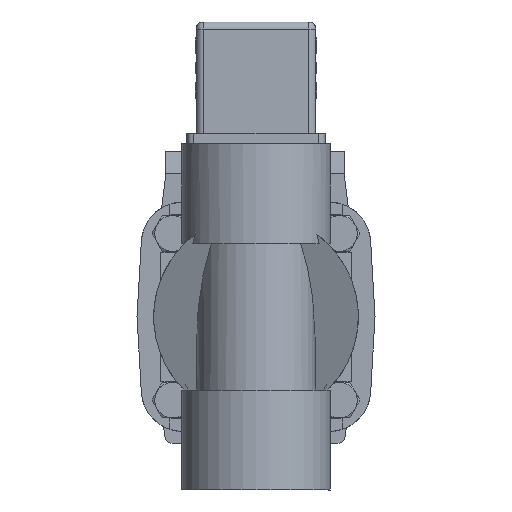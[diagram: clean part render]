
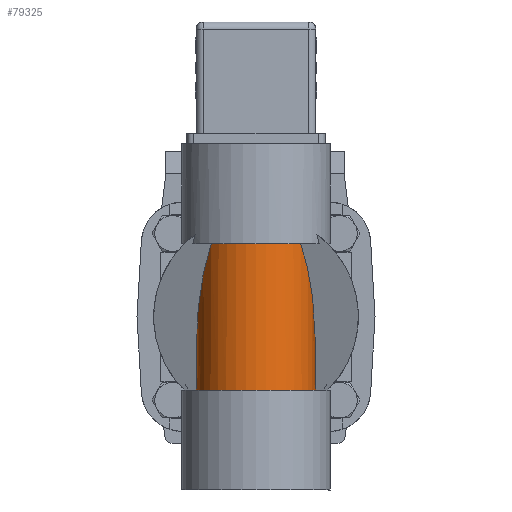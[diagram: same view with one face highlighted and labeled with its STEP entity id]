
A CAD part, front view. The second image highlights one B-rep face of the part: STEP entity #79325.
In plain terms, the highlighted cylindrical face has radius 12.7 mm (diameter 25.4 mm), a partial arc.
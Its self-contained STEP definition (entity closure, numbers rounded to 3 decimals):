
#9 = VECTOR ( 'NONE', #43796, 1000. ) ;
#235 = VERTEX_POINT ( 'NONE', #48346 ) ;
#472 = DIRECTION ( 'NONE',  ( 0., 0., -1. ) ) ;
#2641 = ORIENTED_EDGE ( 'NONE', *, *, #53593, .F. ) ;
#6432 = DIRECTION ( 'NONE',  ( -1., 0., 0. ) ) ;
#6753 = ORIENTED_EDGE ( 'NONE', *, *, #63288, .T. ) ;
#7742 = EDGE_CURVE ( 'NONE', #83637, #72674, #81056, .T. ) ;
#8611 = FACE_OUTER_BOUND ( 'NONE', #50942, .T. ) ;
#12915 = ORIENTED_EDGE ( 'NONE', *, *, #7742, .T. ) ;
#13325 = CARTESIAN_POINT ( 'NONE',  ( 12.7, -3.121, 1.999 ) ) ;
#13576 = LINE ( 'NONE', #63899, #63732 ) ;
#13938 = ORIENTED_EDGE ( 'NONE', *, *, #25060, .T. ) ;
#17800 = CARTESIAN_POINT ( 'NONE',  ( -12.7, 0., 15.627 ) ) ;
#19829 = CIRCLE ( 'NONE', #60289, 12.7 ) ;
#19916 = CARTESIAN_POINT ( 'NONE',  ( 12.7, 0., -6.081 ) ) ;
#20337 = VERTEX_POINT ( 'NONE', #20555 ) ;
#20520 = CARTESIAN_POINT ( 'NONE',  ( 12.7, 0., -15.615 ) ) ;
#20555 = CARTESIAN_POINT ( 'NONE',  ( -12.7, 0., -15.615 ) ) ;
#23399 = AXIS2_PLACEMENT_3D ( 'NONE', #39697, #472, #46297 ) ;
#24394 = CARTESIAN_POINT ( 'NONE',  ( -11.599, -6.042, 9.56 ) ) ;
#24776 = VERTEX_POINT ( 'NONE', #28701 ) ;
#25060 = EDGE_CURVE ( 'NONE', #24776, #235, #68572, .T. ) ;
#26461 = CARTESIAN_POINT ( 'NONE',  ( 9.537, -8.386, 15.627 ) ) ;
#28701 = CARTESIAN_POINT ( 'NONE',  ( -9.537, -8.386, 15.627 ) ) ;
#29275 = ORIENTED_EDGE ( 'NONE', *, *, #76279, .T. ) ;
#30442 = CARTESIAN_POINT ( 'NONE',  ( 12.7, 0., -6.081 ) ) ;
#30662 = AXIS2_PLACEMENT_3D ( 'NONE', #45650, #65099, #6432 ) ;
#34421 = ORIENTED_EDGE ( 'NONE', *, *, #49143, .F. ) ;
#35222 = CYLINDRICAL_SURFACE ( 'NONE', #30662, 12.7 ) ;
#37413 = CARTESIAN_POINT ( 'NONE',  ( 0., 0., -15.615 ) ) ;
#37492 = CARTESIAN_POINT ( 'NONE',  ( -12.7, -3.121, 1.999 ) ) ;
#39697 = CARTESIAN_POINT ( 'NONE',  ( 0., 0., 15.627 ) ) ;
#41125 = VERTEX_POINT ( 'NONE', #20520 ) ;
#41144 = CARTESIAN_POINT ( 'NONE',  ( 9.537, -8.386, 15.627 ) ) ;
#43796 = DIRECTION ( 'NONE',  ( 0., 0., -1. ) ) ;
#44023 = DIRECTION ( 'NONE',  ( -1., 0., 0. ) ) ;
#45650 = CARTESIAN_POINT ( 'NONE',  ( 0., 0., 15.627 ) ) ;
#46297 = DIRECTION ( 'NONE',  ( -1., 0., 0. ) ) ;
#48346 = CARTESIAN_POINT ( 'NONE',  ( -12.7, 0., -6.081 ) ) ;
#49143 = EDGE_CURVE ( 'NONE', #83637, #41125, #13576, .T. ) ;
#50942 = EDGE_LOOP ( 'NONE', ( #34421, #12915, #6753, #13938, #29275, #2641 ) ) ;
#52533 = CARTESIAN_POINT ( 'NONE',  ( 11.599, -6.042, 9.56 ) ) ;
#53593 = EDGE_CURVE ( 'NONE', #41125, #20337, #19829, .T. ) ;
#56100 = CIRCLE ( 'NONE', #23399, 12.7 ) ;
#60289 = AXIS2_PLACEMENT_3D ( 'NONE', #37413, #83322, #44023 ) ;
#63288 = EDGE_CURVE ( 'NONE', #72674, #24776, #56100, .T. ) ;
#63732 = VECTOR ( 'NONE', #70496, 1000. ) ;
#63899 = CARTESIAN_POINT ( 'NONE',  ( 12.7, 0., 15.627 ) ) ;
#65099 = DIRECTION ( 'NONE',  ( 0., 0., -1. ) ) ;
#67645 = LINE ( 'NONE', #17800, #9 ) ;
#68572 =( BOUNDED_CURVE ( )  B_SPLINE_CURVE ( 3, ( #70165, #24394, #37492, #83397 ),
 .UNSPECIFIED., .F., .F. ) 
 B_SPLINE_CURVE_WITH_KNOTS ( ( 4, 4 ),
 ( 3.991, 4.712 ),
 .UNSPECIFIED. ) 
 CURVE ( )  GEOMETRIC_REPRESENTATION_ITEM ( )  RATIONAL_B_SPLINE_CURVE ( ( 1., 0.957, 0.957, 1. ) ) 
 REPRESENTATION_ITEM ( '' )  );
#70165 = CARTESIAN_POINT ( 'NONE',  ( -9.537, -8.386, 15.627 ) ) ;
#70496 = DIRECTION ( 'NONE',  ( 0., 0., -1. ) ) ;
#72674 = VERTEX_POINT ( 'NONE', #41144 ) ;
#76279 = EDGE_CURVE ( 'NONE', #235, #20337, #67645, .T. ) ;
#79325 = ADVANCED_FACE ( 'NONE', ( #8611 ), #35222, .T. ) ;
#81056 =( BOUNDED_CURVE ( )  B_SPLINE_CURVE ( 3, ( #19916, #13325, #52533, #26461 ),
 .UNSPECIFIED., .F., .T. ) 
 B_SPLINE_CURVE_WITH_KNOTS ( ( 4, 4 ),
 ( 1.571, 2.292 ),
 .UNSPECIFIED. ) 
 CURVE ( )  GEOMETRIC_REPRESENTATION_ITEM ( )  RATIONAL_B_SPLINE_CURVE ( ( 1., 0.957, 0.957, 1. ) ) 
 REPRESENTATION_ITEM ( '' )  );
#83322 = DIRECTION ( 'NONE',  ( 0., 0., -1. ) ) ;
#83397 = CARTESIAN_POINT ( 'NONE',  ( -12.7, 0., -6.081 ) ) ;
#83637 = VERTEX_POINT ( 'NONE', #30442 ) ;
